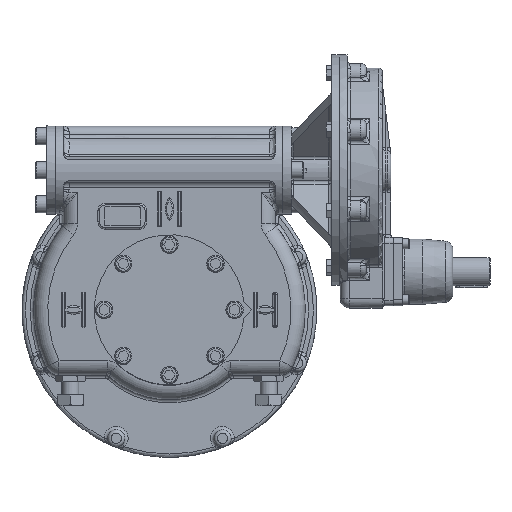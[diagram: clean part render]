
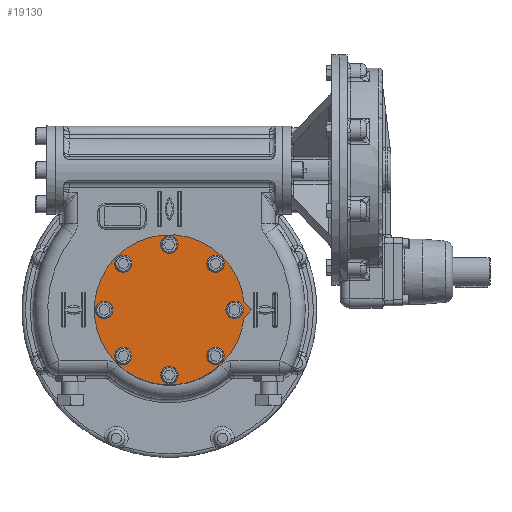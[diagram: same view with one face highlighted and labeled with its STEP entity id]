
A CAD part, top view. The second image highlights one B-rep face of the part: STEP entity #19130.
In plain terms, the highlighted planar face has unit normal (0, 0, 1).
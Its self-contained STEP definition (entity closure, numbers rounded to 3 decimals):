
#967=PLANE('',#21681);
#2777=LINE('',#50115,#3864);
#2780=LINE('',#50120,#3867);
#3864=VECTOR('',#26317,1000.);
#3867=VECTOR('',#26322,1000.);
#7902=ORIENTED_EDGE('',*,*,#11494,.F.);
#7903=ORIENTED_EDGE('',*,*,#11495,.F.);
#7904=ORIENTED_EDGE('',*,*,#11496,.F.);
#7905=ORIENTED_EDGE('',*,*,#11497,.F.);
#7906=ORIENTED_EDGE('',*,*,#11498,.F.);
#7907=ORIENTED_EDGE('',*,*,#11499,.F.);
#7908=ORIENTED_EDGE('',*,*,#11500,.F.);
#7909=ORIENTED_EDGE('',*,*,#11501,.F.);
#7910=ORIENTED_EDGE('',*,*,#11479,.F.);
#7911=ORIENTED_EDGE('',*,*,#11485,.F.);
#7912=ORIENTED_EDGE('',*,*,#11482,.F.);
#11479=EDGE_CURVE('',#13717,#13718,#14879,.T.);
#11482=EDGE_CURVE('',#13718,#13720,#2777,.T.);
#11485=EDGE_CURVE('',#13720,#13717,#2780,.T.);
#11494=EDGE_CURVE('',#13729,#13729,#14888,.T.);
#11495=EDGE_CURVE('',#13730,#13730,#14889,.T.);
#11496=EDGE_CURVE('',#13731,#13731,#14890,.T.);
#11497=EDGE_CURVE('',#13732,#13732,#14891,.T.);
#11498=EDGE_CURVE('',#13733,#13733,#14892,.T.);
#11499=EDGE_CURVE('',#13734,#13734,#14893,.T.);
#11500=EDGE_CURVE('',#13735,#13735,#14894,.T.);
#11501=EDGE_CURVE('',#13736,#13736,#14895,.T.);
#13717=VERTEX_POINT('',#50108);
#13718=VERTEX_POINT('',#50110);
#13720=VERTEX_POINT('',#50116);
#13729=VERTEX_POINT('',#50140);
#13730=VERTEX_POINT('',#50142);
#13731=VERTEX_POINT('',#50144);
#13732=VERTEX_POINT('',#50146);
#13733=VERTEX_POINT('',#50148);
#13734=VERTEX_POINT('',#50150);
#13735=VERTEX_POINT('',#50152);
#13736=VERTEX_POINT('',#50154);
#14879=CIRCLE('',#21669,132.5);
#14888=CIRCLE('',#21682,10.5);
#14889=CIRCLE('',#21683,10.5);
#14890=CIRCLE('',#21684,10.5);
#14891=CIRCLE('',#21685,10.5);
#14892=CIRCLE('',#21686,10.5);
#14893=CIRCLE('',#21687,10.5);
#14894=CIRCLE('',#21688,10.5);
#14895=CIRCLE('',#21689,10.5);
#16365=EDGE_LOOP('',(#7902));
#16366=EDGE_LOOP('',(#7903));
#16367=EDGE_LOOP('',(#7904));
#16368=EDGE_LOOP('',(#7905));
#16369=EDGE_LOOP('',(#7906));
#16370=EDGE_LOOP('',(#7907));
#16371=EDGE_LOOP('',(#7908));
#16372=EDGE_LOOP('',(#7909));
#16373=EDGE_LOOP('',(#7910,#7911,#7912));
#17789=FACE_BOUND('',#16365,.T.);
#17790=FACE_BOUND('',#16366,.T.);
#17791=FACE_BOUND('',#16367,.T.);
#17792=FACE_BOUND('',#16368,.T.);
#17793=FACE_BOUND('',#16369,.T.);
#17794=FACE_BOUND('',#16370,.T.);
#17795=FACE_BOUND('',#16371,.T.);
#17796=FACE_BOUND('',#16372,.T.);
#17797=FACE_BOUND('',#16373,.T.);
#19130=ADVANCED_FACE('',(#17789,#17790,#17791,#17792,#17793,#17794,#17795,
#17796,#17797),#967,.F.);
#21669=AXIS2_PLACEMENT_3D('',#50109,#26311,#26312);
#21681=AXIS2_PLACEMENT_3D('',#50138,#26341,#26342);
#21682=AXIS2_PLACEMENT_3D('',#50139,#26343,#26344);
#21683=AXIS2_PLACEMENT_3D('',#50141,#26345,#26346);
#21684=AXIS2_PLACEMENT_3D('',#50143,#26347,#26348);
#21685=AXIS2_PLACEMENT_3D('',#50145,#26349,#26350);
#21686=AXIS2_PLACEMENT_3D('',#50147,#26351,#26352);
#21687=AXIS2_PLACEMENT_3D('',#50149,#26353,#26354);
#21688=AXIS2_PLACEMENT_3D('',#50151,#26355,#26356);
#21689=AXIS2_PLACEMENT_3D('',#50153,#26357,#26358);
#26311=DIRECTION('',(0.,0.,-1.));
#26312=DIRECTION('',(1.,0.,0.));
#26317=DIRECTION('',(0.707,-0.707,0.));
#26322=DIRECTION('',(-0.707,-0.707,0.));
#26341=DIRECTION('',(0.,0.,-1.));
#26342=DIRECTION('',(-1.,0.,0.));
#26343=DIRECTION('',(0.,0.,1.));
#26344=DIRECTION('',(1.,0.,0.));
#26345=DIRECTION('',(0.,0.,1.));
#26346=DIRECTION('',(0.707,-0.707,0.));
#26347=DIRECTION('',(0.,0.,1.));
#26348=DIRECTION('',(0.,-1.,0.));
#26349=DIRECTION('',(0.,0.,1.));
#26350=DIRECTION('',(-0.707,-0.707,0.));
#26351=DIRECTION('',(0.,0.,1.));
#26352=DIRECTION('',(-1.,0.,0.));
#26353=DIRECTION('',(0.,0.,1.));
#26354=DIRECTION('',(-0.707,0.707,0.));
#26355=DIRECTION('',(0.,0.,1.));
#26356=DIRECTION('',(0.,1.,0.));
#26357=DIRECTION('',(0.,0.,1.));
#26358=DIRECTION('',(0.707,0.707,0.));
#50108=CARTESIAN_POINT('',(131.845,-13.155,70.25));
#50109=CARTESIAN_POINT('',(0.,0.,70.25));
#50110=CARTESIAN_POINT('',(131.845,13.155,70.25));
#50115=CARTESIAN_POINT('',(131.845,13.155,70.25));
#50116=CARTESIAN_POINT('',(145.,0.,70.25));
#50120=CARTESIAN_POINT('',(145.,0.,70.25));
#50138=CARTESIAN_POINT('',(0.,0.,70.25));
#50139=CARTESIAN_POINT('',(0.,115.,70.25));
#50140=CARTESIAN_POINT('',(10.5,115.,70.25));
#50141=CARTESIAN_POINT('',(81.317,81.317,70.25));
#50142=CARTESIAN_POINT('',(88.742,73.893,70.25));
#50143=CARTESIAN_POINT('',(115.,0.,70.25));
#50144=CARTESIAN_POINT('',(115.,-10.5,70.25));
#50145=CARTESIAN_POINT('',(81.317,-81.317,70.25));
#50146=CARTESIAN_POINT('',(73.893,-88.742,70.25));
#50147=CARTESIAN_POINT('',(0.,-115.,70.25));
#50148=CARTESIAN_POINT('',(-10.5,-115.,70.25));
#50149=CARTESIAN_POINT('',(-81.317,-81.317,70.25));
#50150=CARTESIAN_POINT('',(-88.742,-73.893,70.25));
#50151=CARTESIAN_POINT('',(-115.,0.,70.25));
#50152=CARTESIAN_POINT('',(-115.,10.5,70.25));
#50153=CARTESIAN_POINT('',(-81.317,81.317,70.25));
#50154=CARTESIAN_POINT('',(-73.893,88.742,70.25));
